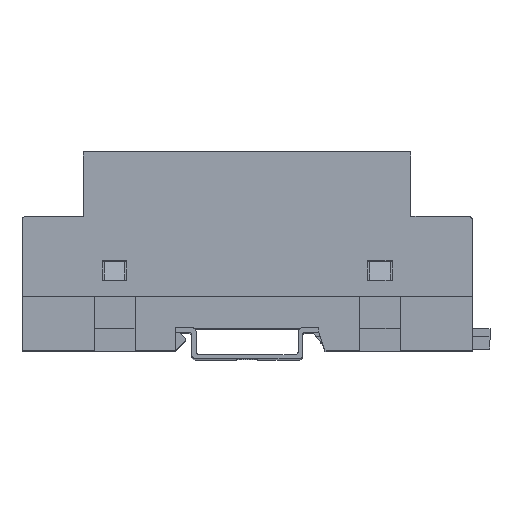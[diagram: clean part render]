
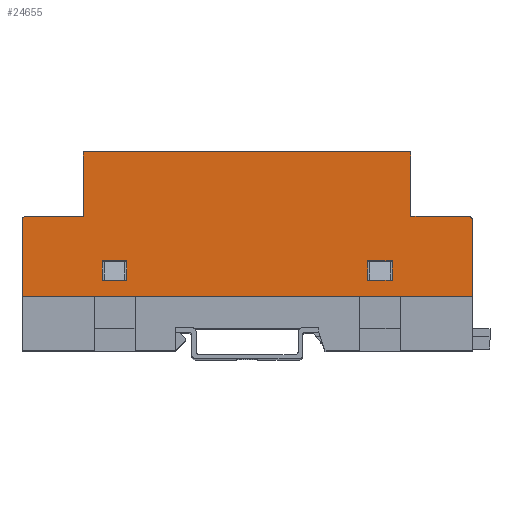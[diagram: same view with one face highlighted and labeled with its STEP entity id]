
A CAD part, top view. The second image highlights one B-rep face of the part: STEP entity #24655.
In plain terms, the highlighted face is planar.
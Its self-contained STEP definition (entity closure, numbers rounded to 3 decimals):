
#47 = AXIS2_PLACEMENT_3D ( 'NONE', #4700, #19145, #21010 ) ;
#494 = CARTESIAN_POINT ( 'NONE',  ( -55., 0., -52.5 ) ) ;
#517 = VERTEX_POINT ( 'NONE', #15873 ) ;
#714 = CARTESIAN_POINT ( 'NONE',  ( -29.4, 4., -52.5 ) ) ;
#857 = EDGE_CURVE ( 'NONE', #1253, #9541, #23362, .T. ) ;
#923 = EDGE_CURVE ( 'NONE', #26010, #3661, #25901, .T. ) ;
#962 = VECTOR ( 'NONE', #6845, 1000. ) ;
#1253 = VERTEX_POINT ( 'NONE', #16001 ) ;
#1315 = CARTESIAN_POINT ( 'NONE',  ( -29.4, 8.7, -52.5 ) ) ;
#1370 = ORIENTED_EDGE ( 'NONE', *, *, #13033, .F. ) ;
#1442 = VERTEX_POINT ( 'NONE', #20932 ) ;
#1485 = VECTOR ( 'NONE', #1511, 1000. ) ;
#1493 = DIRECTION ( 'NONE',  ( 0., -1., 0. ) ) ;
#1511 = DIRECTION ( 'NONE',  ( 1., 0., 0. ) ) ;
#1723 = ORIENTED_EDGE ( 'NONE', *, *, #15767, .F. ) ;
#1889 = VERTEX_POINT ( 'NONE', #10307 ) ;
#1929 = EDGE_CURVE ( 'NONE', #5411, #1442, #6658, .T. ) ;
#1937 = DIRECTION ( 'NONE',  ( 0., -1., 0. ) ) ;
#1989 = CARTESIAN_POINT ( 'NONE',  ( 55., 18.6, -52.5 ) ) ;
#2213 = AXIS2_PLACEMENT_3D ( 'NONE', #2814, #12703, #14804 ) ;
#2448 = CARTESIAN_POINT ( 'NONE',  ( -55., 35.3, -52.5 ) ) ;
#2502 = CARTESIAN_POINT ( 'NONE',  ( -40., 35.3, -52.5 ) ) ;
#2689 = ORIENTED_EDGE ( 'NONE', *, *, #4974, .F. ) ;
#2814 = CARTESIAN_POINT ( 'NONE',  ( -54., 18.6, -52.5 ) ) ;
#3036 = LINE ( 'NONE', #19199, #23185 ) ;
#3416 = CIRCLE ( 'NONE', #2213, 1. ) ;
#3516 = ORIENTED_EDGE ( 'NONE', *, *, #857, .T. ) ;
#3661 = VERTEX_POINT ( 'NONE', #8912 ) ;
#3688 = VECTOR ( 'NONE', #7620, 1000. ) ;
#3728 = VECTOR ( 'NONE', #25673, 1000. ) ;
#3967 = CARTESIAN_POINT ( 'NONE',  ( 40., 19.6, -52.5 ) ) ;
#4237 = CARTESIAN_POINT ( 'NONE',  ( 35.4, 4., -52.5 ) ) ;
#4315 = EDGE_CURVE ( 'NONE', #26010, #21386, #3036, .T. ) ;
#4432 = ORIENTED_EDGE ( 'NONE', *, *, #20591, .F. ) ;
#4700 = CARTESIAN_POINT ( 'NONE',  ( 54., 18.6, -52.5 ) ) ;
#4712 = EDGE_CURVE ( 'NONE', #517, #9541, #23226, .T. ) ;
#4974 = EDGE_CURVE ( 'NONE', #23075, #19710, #6650, .T. ) ;
#4991 = ORIENTED_EDGE ( 'NONE', *, *, #13955, .F. ) ;
#5090 = EDGE_CURVE ( 'NONE', #16934, #14842, #17668, .T. ) ;
#5166 = VECTOR ( 'NONE', #13555, 1000. ) ;
#5411 = VERTEX_POINT ( 'NONE', #11833 ) ;
#5969 = CARTESIAN_POINT ( 'NONE',  ( 55., 35.3, -52.5 ) ) ;
#6040 = ORIENTED_EDGE ( 'NONE', *, *, #13764, .F. ) ;
#6228 = ORIENTED_EDGE ( 'NONE', *, *, #17206, .T. ) ;
#6289 = DIRECTION ( 'NONE',  ( 0., 0., 1. ) ) ;
#6370 = EDGE_LOOP ( 'NONE', ( #2689, #4991, #15728, #10827 ) ) ;
#6603 = DIRECTION ( 'NONE',  ( -1., 0., 0. ) ) ;
#6650 = LINE ( 'NONE', #12376, #25839 ) ;
#6658 = LINE ( 'NONE', #4237, #25876 ) ;
#6845 = DIRECTION ( 'NONE',  ( 0., 1., 0. ) ) ;
#6916 = LINE ( 'NONE', #9395, #962 ) ;
#6921 = DIRECTION ( 'NONE',  ( -1., 0., 0. ) ) ;
#7168 = ORIENTED_EDGE ( 'NONE', *, *, #21105, .F. ) ;
#7288 = CARTESIAN_POINT ( 'NONE',  ( -35.4, 8.7, -52.5 ) ) ;
#7620 = DIRECTION ( 'NONE',  ( -1., 0., 0. ) ) ;
#7700 = VERTEX_POINT ( 'NONE', #714 ) ;
#7723 = VECTOR ( 'NONE', #1937, 1000. ) ;
#8377 = DIRECTION ( 'NONE',  ( 0., 1., 0. ) ) ;
#8912 = CARTESIAN_POINT ( 'NONE',  ( -54., 19.6, -52.5 ) ) ;
#8948 = FACE_OUTER_BOUND ( 'NONE', #16902, .T. ) ;
#9364 = CARTESIAN_POINT ( 'NONE',  ( -29.4, 4., -52.5 ) ) ;
#9395 = CARTESIAN_POINT ( 'NONE',  ( 40., 19.6, -52.5 ) ) ;
#9506 = VERTEX_POINT ( 'NONE', #15985 ) ;
#9541 = VERTEX_POINT ( 'NONE', #20321 ) ;
#9861 = LINE ( 'NONE', #5969, #11756 ) ;
#9862 = VECTOR ( 'NONE', #16976, 1000. ) ;
#9965 = DIRECTION ( 'NONE',  ( 0., -1., 0. ) ) ;
#10307 = CARTESIAN_POINT ( 'NONE',  ( 40., 35.3, -52.5 ) ) ;
#10574 = EDGE_LOOP ( 'NONE', ( #6040, #20278, #1723, #24689 ) ) ;
#10607 = CARTESIAN_POINT ( 'NONE',  ( 35.4, 8.7, -52.5 ) ) ;
#10655 = EDGE_CURVE ( 'NONE', #19906, #12995, #23125, .T. ) ;
#10666 = EDGE_CURVE ( 'NONE', #9506, #7700, #16844, .T. ) ;
#10706 = VERTEX_POINT ( 'NONE', #3967 ) ;
#10827 = ORIENTED_EDGE ( 'NONE', *, *, #22986, .F. ) ;
#11153 = FACE_BOUND ( 'NONE', #6370, .T. ) ;
#11308 = CARTESIAN_POINT ( 'NONE',  ( 29.4, 8.7, -52.5 ) ) ;
#11756 = VECTOR ( 'NONE', #9965, 1000. ) ;
#11833 = CARTESIAN_POINT ( 'NONE',  ( 35.4, 4., -52.5 ) ) ;
#12376 = CARTESIAN_POINT ( 'NONE',  ( 35.4, 8.7, -52.5 ) ) ;
#12703 = DIRECTION ( 'NONE',  ( 0., 0., -1. ) ) ;
#12995 = VERTEX_POINT ( 'NONE', #22861 ) ;
#13033 = EDGE_CURVE ( 'NONE', #10706, #1889, #6916, .T. ) ;
#13555 = DIRECTION ( 'NONE',  ( 0., 1., 0. ) ) ;
#13764 = EDGE_CURVE ( 'NONE', #7700, #19906, #21704, .T. ) ;
#13955 = EDGE_CURVE ( 'NONE', #1442, #23075, #14763, .T. ) ;
#14099 = EDGE_CURVE ( 'NONE', #517, #3661, #3416, .T. ) ;
#14274 = ORIENTED_EDGE ( 'NONE', *, *, #5090, .T. ) ;
#14763 = LINE ( 'NONE', #24478, #22304 ) ;
#14804 = DIRECTION ( 'NONE',  ( 1., 0., 0. ) ) ;
#14842 = VERTEX_POINT ( 'NONE', #1989 ) ;
#15325 = CARTESIAN_POINT ( 'NONE',  ( 54., 19.6, -52.5 ) ) ;
#15354 = LINE ( 'NONE', #19888, #3728 ) ;
#15390 = CARTESIAN_POINT ( 'NONE',  ( -35.4, 4., -52.5 ) ) ;
#15728 = ORIENTED_EDGE ( 'NONE', *, *, #1929, .F. ) ;
#15767 = EDGE_CURVE ( 'NONE', #12995, #9506, #25695, .T. ) ;
#15873 = CARTESIAN_POINT ( 'NONE',  ( -55., 18.6, -52.5 ) ) ;
#15985 = CARTESIAN_POINT ( 'NONE',  ( -29.4, 8.7, -52.5 ) ) ;
#16001 = CARTESIAN_POINT ( 'NONE',  ( 55., 0., -52.5 ) ) ;
#16844 = LINE ( 'NONE', #1315, #7723 ) ;
#16902 = EDGE_LOOP ( 'NONE', ( #4432, #14274, #6228, #3516, #18546, #18328, #24937, #23028, #7168, #1370 ) ) ;
#16934 = VERTEX_POINT ( 'NONE', #15325 ) ;
#16974 = DIRECTION ( 'NONE',  ( 0., 1., 0. ) ) ;
#16976 = DIRECTION ( 'NONE',  ( -1., 0., 0. ) ) ;
#17112 = DIRECTION ( 'NONE',  ( 0., -1., 0. ) ) ;
#17206 = EDGE_CURVE ( 'NONE', #14842, #1253, #9861, .T. ) ;
#17247 = CARTESIAN_POINT ( 'NONE',  ( -40., 19.6, -52.5 ) ) ;
#17413 = CARTESIAN_POINT ( 'NONE',  ( -29.4, 8.7, -52.5 ) ) ;
#17545 = LINE ( 'NONE', #25116, #23207 ) ;
#17668 = CIRCLE ( 'NONE', #47, 1. ) ;
#18328 = ORIENTED_EDGE ( 'NONE', *, *, #14099, .T. ) ;
#18546 = ORIENTED_EDGE ( 'NONE', *, *, #4712, .F. ) ;
#19145 = DIRECTION ( 'NONE',  ( 0., 0., -1. ) ) ;
#19199 = CARTESIAN_POINT ( 'NONE',  ( -40., 19.6, -52.5 ) ) ;
#19710 = VERTEX_POINT ( 'NONE', #10607 ) ;
#19888 = CARTESIAN_POINT ( 'NONE',  ( 55., 19.6, -52.5 ) ) ;
#19906 = VERTEX_POINT ( 'NONE', #15390 ) ;
#20278 = ORIENTED_EDGE ( 'NONE', *, *, #10666, .F. ) ;
#20321 = CARTESIAN_POINT ( 'NONE',  ( -55., 0., -52.5 ) ) ;
#20340 = FACE_BOUND ( 'NONE', #10574, .T. ) ;
#20591 = EDGE_CURVE ( 'NONE', #16934, #10706, #15354, .T. ) ;
#20932 = CARTESIAN_POINT ( 'NONE',  ( 29.4, 4., -52.5 ) ) ;
#21010 = DIRECTION ( 'NONE',  ( 1., 0., 0. ) ) ;
#21105 = EDGE_CURVE ( 'NONE', #1889, #21386, #23815, .T. ) ;
#21386 = VERTEX_POINT ( 'NONE', #2502 ) ;
#21704 = LINE ( 'NONE', #9364, #22623 ) ;
#21897 = CARTESIAN_POINT ( 'NONE',  ( -55., 35.3, -52.5 ) ) ;
#22304 = VECTOR ( 'NONE', #8377, 1000. ) ;
#22444 = CARTESIAN_POINT ( 'NONE',  ( -40., 19.6, -52.5 ) ) ;
#22623 = VECTOR ( 'NONE', #25458, 1000. ) ;
#22739 = PLANE ( 'NONE',  #25771 ) ;
#22861 = CARTESIAN_POINT ( 'NONE',  ( -35.4, 8.7, -52.5 ) ) ;
#22986 = EDGE_CURVE ( 'NONE', #19710, #5411, #17545, .T. ) ;
#23028 = ORIENTED_EDGE ( 'NONE', *, *, #4315, .T. ) ;
#23075 = VERTEX_POINT ( 'NONE', #11308 ) ;
#23125 = LINE ( 'NONE', #7288, #5166 ) ;
#23185 = VECTOR ( 'NONE', #16974, 1000. ) ;
#23207 = VECTOR ( 'NONE', #17112, 1000. ) ;
#23226 = LINE ( 'NONE', #21897, #24768 ) ;
#23362 = LINE ( 'NONE', #494, #24301 ) ;
#23815 = LINE ( 'NONE', #25736, #3688 ) ;
#24301 = VECTOR ( 'NONE', #6603, 1000. ) ;
#24478 = CARTESIAN_POINT ( 'NONE',  ( 29.4, 8.7, -52.5 ) ) ;
#24578 = DIRECTION ( 'NONE',  ( 1., 0., 0. ) ) ;
#24655 = ADVANCED_FACE ( 'NONE', ( #20340, #11153, #8948 ), #22739, .F. ) ;
#24667 = DIRECTION ( 'NONE',  ( 1., 0., 0. ) ) ;
#24689 = ORIENTED_EDGE ( 'NONE', *, *, #10655, .F. ) ;
#24768 = VECTOR ( 'NONE', #1493, 1000. ) ;
#24937 = ORIENTED_EDGE ( 'NONE', *, *, #923, .F. ) ;
#25116 = CARTESIAN_POINT ( 'NONE',  ( 35.4, 8.7, -52.5 ) ) ;
#25458 = DIRECTION ( 'NONE',  ( -1., 0., 0. ) ) ;
#25673 = DIRECTION ( 'NONE',  ( -1., 0., 0. ) ) ;
#25695 = LINE ( 'NONE', #17413, #1485 ) ;
#25736 = CARTESIAN_POINT ( 'NONE',  ( -55., 35.3, -52.5 ) ) ;
#25771 = AXIS2_PLACEMENT_3D ( 'NONE', #2448, #6289, #24578 ) ;
#25839 = VECTOR ( 'NONE', #24667, 1000. ) ;
#25876 = VECTOR ( 'NONE', #6921, 1000. ) ;
#25901 = LINE ( 'NONE', #17247, #9862 ) ;
#26010 = VERTEX_POINT ( 'NONE', #22444 ) ;
